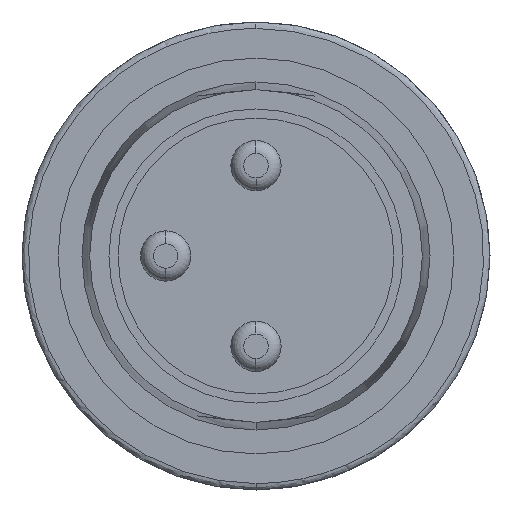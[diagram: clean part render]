
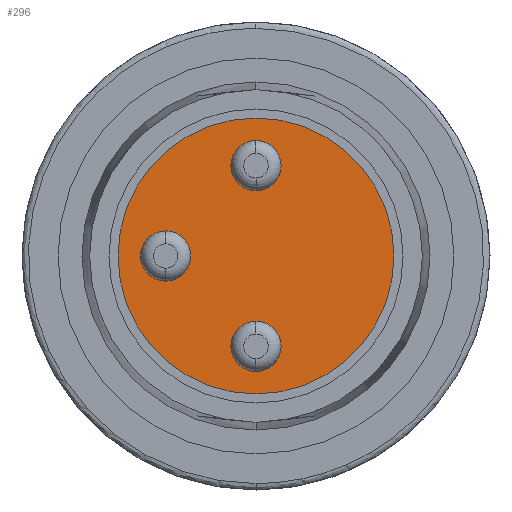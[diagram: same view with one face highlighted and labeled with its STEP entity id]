
A CAD part, left-side view. The second image highlights one B-rep face of the part: STEP entity #296.
In plain terms, the highlighted planar face has unit normal (-1, 0, 0).
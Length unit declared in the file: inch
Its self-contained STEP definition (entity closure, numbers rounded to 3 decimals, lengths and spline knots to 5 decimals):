
#40 = AXIS2_PLACEMENT_3D ( 'NONE', #3789, #8599, #4484 ) ;
#281 = DIRECTION ( 'NONE',  ( 1., 0., 0. ) ) ;
#296 = ADVANCED_FACE ( 'NONE', ( #7718, #5472, #6981, #3842 ), #1577, .T. ) ;
#353 = DIRECTION ( 'NONE',  ( 1., 0., 0. ) ) ;
#389 = DIRECTION ( 'NONE',  ( 0., -1., 0. ) ) ;
#439 = DIRECTION ( 'NONE',  ( 1., 0., 0. ) ) ;
#797 = CARTESIAN_POINT ( 'NONE',  ( -3.479, 0.057, 0. ) ) ;
#939 = CIRCLE ( 'NONE', #7292, 0.0195 ) ;
#999 = AXIS2_PLACEMENT_3D ( 'NONE', #4589, #439, #5276 ) ;
#1057 = VERTEX_POINT ( 'NONE', #2298 ) ;
#1071 = EDGE_LOOP ( 'NONE', ( #2963, #7830 ) ) ;
#1095 = ORIENTED_EDGE ( 'NONE', *, *, #4579, .T. ) ;
#1284 = CARTESIAN_POINT ( 'NONE',  ( -3.479, 0.107, 0. ) ) ;
#1307 = CIRCLE ( 'NONE', #7803, 0.0195 ) ;
#1479 = DIRECTION ( 'NONE',  ( 0., -1., 0. ) ) ;
#1577 = PLANE ( 'NONE',  #6357 ) ;
#1582 = VERTEX_POINT ( 'NONE', #4654 ) ;
#1588 = DIRECTION ( 'NONE',  ( 1., 0., 0. ) ) ;
#1607 = DIRECTION ( 'NONE',  ( -1., 0., 0. ) ) ;
#1739 = VERTEX_POINT ( 'NONE', #1914 ) ;
#1914 = CARTESIAN_POINT ( 'NONE',  ( -3.479, -0.0195, 0.07 ) ) ;
#1991 = CARTESIAN_POINT ( 'NONE',  ( -3.479, 0., -0.07 ) ) ;
#2069 = ORIENTED_EDGE ( 'NONE', *, *, #4409, .T. ) ;
#2298 = CARTESIAN_POINT ( 'NONE',  ( -3.479, 0.0195, 0.07 ) ) ;
#2387 = EDGE_CURVE ( 'NONE', #8897, #2590, #8655, .T. ) ;
#2506 = EDGE_LOOP ( 'NONE', ( #6622, #2069 ) ) ;
#2590 = VERTEX_POINT ( 'NONE', #1284 ) ;
#2658 = EDGE_LOOP ( 'NONE', ( #6264, #1095 ) ) ;
#2698 = DIRECTION ( 'NONE',  ( 0., -1., 0. ) ) ;
#2785 = CIRCLE ( 'NONE', #40, 0.107 ) ;
#2963 = ORIENTED_EDGE ( 'NONE', *, *, #6104, .T. ) ;
#3079 = AXIS2_PLACEMENT_3D ( 'NONE', #8641, #4530, #389 ) ;
#3082 = CARTESIAN_POINT ( 'NONE',  ( -3.479, 0.07, 0. ) ) ;
#3193 = CIRCLE ( 'NONE', #5715, 0.0195 ) ;
#3477 = EDGE_CURVE ( 'NONE', #1057, #1739, #4564, .T. ) ;
#3778 = DIRECTION ( 'NONE',  ( 0., -1., 0. ) ) ;
#3789 = CARTESIAN_POINT ( 'NONE',  ( -3.479, 0., 0. ) ) ;
#3842 = FACE_OUTER_BOUND ( 'NONE', #2658, .T. ) ;
#3935 = CARTESIAN_POINT ( 'NONE',  ( -3.479, 0.0505, 0. ) ) ;
#4020 = VERTEX_POINT ( 'NONE', #7441 ) ;
#4188 = CIRCLE ( 'NONE', #6426, 0.0195 ) ;
#4390 = CARTESIAN_POINT ( 'NONE',  ( -3.479, 0.0195, -0.07 ) ) ;
#4409 = EDGE_CURVE ( 'NONE', #4020, #8908, #7212, .T. ) ;
#4416 = CARTESIAN_POINT ( 'NONE',  ( -3.479, 0., -0.07 ) ) ;
#4484 = DIRECTION ( 'NONE',  ( 0., -1., 0. ) ) ;
#4492 = CARTESIAN_POINT ( 'NONE',  ( -3.479, 0., 0.07 ) ) ;
#4530 = DIRECTION ( 'NONE',  ( -1., 0., 0. ) ) ;
#4564 = CIRCLE ( 'NONE', #999, 0.0195 ) ;
#4576 = ORIENTED_EDGE ( 'NONE', *, *, #8281, .T. ) ;
#4579 = EDGE_CURVE ( 'NONE', #2590, #8897, #2785, .T. ) ;
#4589 = CARTESIAN_POINT ( 'NONE',  ( -3.479, 0., 0.07 ) ) ;
#4611 = CARTESIAN_POINT ( 'NONE',  ( -3.479, -0.107, 0. ) ) ;
#4654 = CARTESIAN_POINT ( 'NONE',  ( -3.479, -0.0195, -0.07 ) ) ;
#5114 = DIRECTION ( 'NONE',  ( 0., -1., 0. ) ) ;
#5185 = DIRECTION ( 'NONE',  ( 0., -1., 0. ) ) ;
#5276 = DIRECTION ( 'NONE',  ( 0., -1., 0. ) ) ;
#5472 = FACE_BOUND ( 'NONE', #2506, .T. ) ;
#5715 = AXIS2_PLACEMENT_3D ( 'NONE', #4416, #281, #5114 ) ;
#5722 = CARTESIAN_POINT ( 'NONE',  ( -3.479, 0.07, 0. ) ) ;
#5936 = AXIS2_PLACEMENT_3D ( 'NONE', #3082, #7912, #3778 ) ;
#6104 = EDGE_CURVE ( 'NONE', #1582, #8208, #4188, .T. ) ;
#6264 = ORIENTED_EDGE ( 'NONE', *, *, #2387, .T. ) ;
#6357 = AXIS2_PLACEMENT_3D ( 'NONE', #797, #1607, #1479 ) ;
#6426 = AXIS2_PLACEMENT_3D ( 'NONE', #1991, #6831, #2698 ) ;
#6431 = DIRECTION ( 'NONE',  ( 0., -1., 0. ) ) ;
#6622 = ORIENTED_EDGE ( 'NONE', *, *, #6904, .T. ) ;
#6831 = DIRECTION ( 'NONE',  ( 1., 0., 0. ) ) ;
#6904 = EDGE_CURVE ( 'NONE', #8908, #4020, #939, .T. ) ;
#6981 = FACE_BOUND ( 'NONE', #1071, .T. ) ;
#7212 = CIRCLE ( 'NONE', #5936, 0.0195 ) ;
#7292 = AXIS2_PLACEMENT_3D ( 'NONE', #5722, #1588, #6431 ) ;
#7441 = CARTESIAN_POINT ( 'NONE',  ( -3.479, 0.0895, 0. ) ) ;
#7477 = EDGE_CURVE ( 'NONE', #8208, #1582, #3193, .T. ) ;
#7535 = ORIENTED_EDGE ( 'NONE', *, *, #3477, .T. ) ;
#7718 = FACE_BOUND ( 'NONE', #8803, .T. ) ;
#7803 = AXIS2_PLACEMENT_3D ( 'NONE', #4492, #353, #5185 ) ;
#7830 = ORIENTED_EDGE ( 'NONE', *, *, #7477, .T. ) ;
#7912 = DIRECTION ( 'NONE',  ( 1., 0., 0. ) ) ;
#8208 = VERTEX_POINT ( 'NONE', #4390 ) ;
#8281 = EDGE_CURVE ( 'NONE', #1739, #1057, #1307, .T. ) ;
#8599 = DIRECTION ( 'NONE',  ( -1., 0., 0. ) ) ;
#8641 = CARTESIAN_POINT ( 'NONE',  ( -3.479, 0., 0. ) ) ;
#8655 = CIRCLE ( 'NONE', #3079, 0.107 ) ;
#8803 = EDGE_LOOP ( 'NONE', ( #4576, #7535 ) ) ;
#8897 = VERTEX_POINT ( 'NONE', #4611 ) ;
#8908 = VERTEX_POINT ( 'NONE', #3935 ) ;
